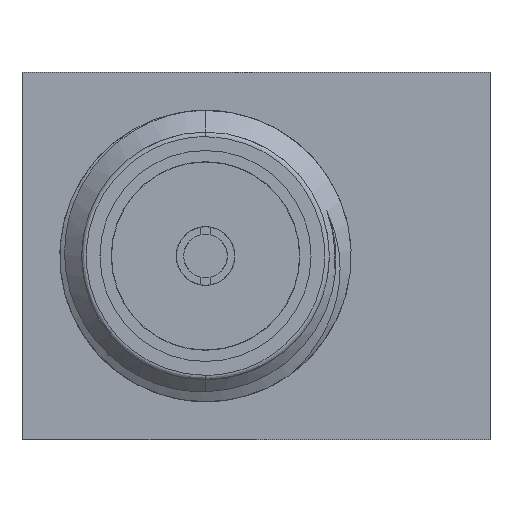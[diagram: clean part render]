
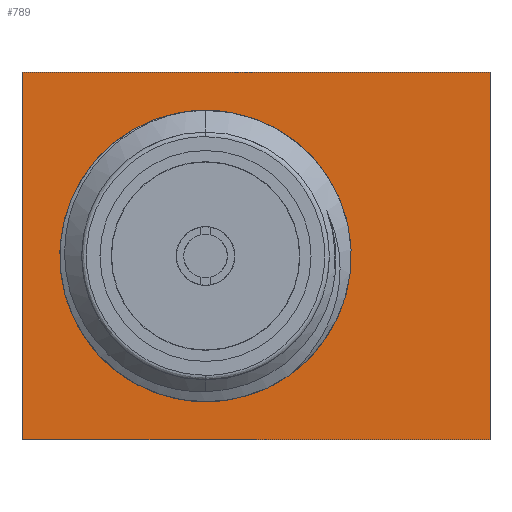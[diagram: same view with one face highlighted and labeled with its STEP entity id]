
A CAD part, left-side view. The second image highlights one B-rep face of the part: STEP entity #789.
In plain terms, the highlighted planar face has unit normal (-1, 0, 0).
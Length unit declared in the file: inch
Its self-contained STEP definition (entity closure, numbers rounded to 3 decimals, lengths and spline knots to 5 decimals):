
#5 = CARTESIAN_POINT ( 'NONE',  ( 0.31024, 0., 0.1063 ) ) ;
#62 = EDGE_CURVE ( 'NONE', #2547, #2838, #1234, .T. ) ;
#113 = DIRECTION ( 'NONE',  ( 0., 0., 1. ) ) ;
#116 = DIRECTION ( 'NONE',  ( 0., 0., 1. ) ) ;
#175 = ORIENTED_EDGE ( 'NONE', *, *, #62, .T. ) ;
#241 = CARTESIAN_POINT ( 'NONE',  ( 0.31024, -0.24409, 0.15748 ) ) ;
#269 = LINE ( 'NONE', #2993, #1468 ) ;
#327 = ORIENTED_EDGE ( 'NONE', *, *, #1899, .T. ) ;
#431 = DIRECTION ( 'NONE',  ( 1., 0., 0. ) ) ;
#435 = DIRECTION ( 'NONE',  ( 0., 1., 0. ) ) ;
#451 = CARTESIAN_POINT ( 'NONE',  ( 0.31024, 0.15748, 0.15748 ) ) ;
#467 = ORIENTED_EDGE ( 'NONE', *, *, #2730, .T. ) ;
#470 = DIRECTION ( 'NONE',  ( 0., 0., -1. ) ) ;
#527 = AXIS2_PLACEMENT_3D ( 'NONE', #696, #2913, #116 ) ;
#623 = FACE_BOUND ( 'NONE', #3112, .T. ) ;
#696 = CARTESIAN_POINT ( 'NONE',  ( 0.31024, -0.04331, 0. ) ) ;
#789 = ADVANCED_FACE ( 'NONE', ( #623, #1634 ), #2406, .T. ) ;
#794 = AXIS2_PLACEMENT_3D ( 'NONE', #3168, #431, #1391 ) ;
#869 = CARTESIAN_POINT ( 'NONE',  ( 0.31024, 0., 0. ) ) ;
#879 = CARTESIAN_POINT ( 'NONE',  ( 0.31024, 0.15748, 0.15748 ) ) ;
#905 = AXIS2_PLACEMENT_3D ( 'NONE', #869, #2670, #1877 ) ;
#934 = VERTEX_POINT ( 'NONE', #5 ) ;
#1054 = CARTESIAN_POINT ( 'NONE',  ( 0.31024, 0.15748, -0.15748 ) ) ;
#1163 = CIRCLE ( 'NONE', #794, 0.1063 ) ;
#1169 = EDGE_CURVE ( 'NONE', #934, #2244, #1428, .T. ) ;
#1234 = LINE ( 'NONE', #1054, #2963 ) ;
#1294 = ORIENTED_EDGE ( 'NONE', *, *, #2353, .T. ) ;
#1391 = DIRECTION ( 'NONE',  ( 0., 0., -1. ) ) ;
#1428 = CIRCLE ( 'NONE', #905, 0.1063 ) ;
#1468 = VECTOR ( 'NONE', #470, 39.37008 ) ;
#1482 = CARTESIAN_POINT ( 'NONE',  ( 0.31024, -0.24409, -0.15748 ) ) ;
#1520 = ORIENTED_EDGE ( 'NONE', *, *, #3097, .T. ) ;
#1577 = CARTESIAN_POINT ( 'NONE',  ( 0.31024, 0.15748, -0.15748 ) ) ;
#1634 = FACE_OUTER_BOUND ( 'NONE', #1697, .T. ) ;
#1640 = VECTOR ( 'NONE', #435, 39.37008 ) ;
#1697 = EDGE_LOOP ( 'NONE', ( #175, #1294, #467, #327 ) ) ;
#1877 = DIRECTION ( 'NONE',  ( 0., 0., -1. ) ) ;
#1894 = LINE ( 'NONE', #2403, #2910 ) ;
#1899 = EDGE_CURVE ( 'NONE', #2975, #2547, #269, .T. ) ;
#2217 = VERTEX_POINT ( 'NONE', #241 ) ;
#2244 = VERTEX_POINT ( 'NONE', #2249 ) ;
#2249 = CARTESIAN_POINT ( 'NONE',  ( 0.31024, 0., -0.1063 ) ) ;
#2251 = ORIENTED_EDGE ( 'NONE', *, *, #1169, .T. ) ;
#2353 = EDGE_CURVE ( 'NONE', #2838, #2217, #1894, .T. ) ;
#2403 = CARTESIAN_POINT ( 'NONE',  ( 0.31024, -0.24409, 0.15748 ) ) ;
#2406 = PLANE ( 'NONE',  #527 ) ;
#2547 = VERTEX_POINT ( 'NONE', #1577 ) ;
#2670 = DIRECTION ( 'NONE',  ( 1., 0., 0. ) ) ;
#2696 = LINE ( 'NONE', #451, #1640 ) ;
#2730 = EDGE_CURVE ( 'NONE', #2217, #2975, #2696, .T. ) ;
#2812 = DIRECTION ( 'NONE',  ( 0., -1., 0. ) ) ;
#2838 = VERTEX_POINT ( 'NONE', #1482 ) ;
#2910 = VECTOR ( 'NONE', #113, 39.37008 ) ;
#2913 = DIRECTION ( 'NONE',  ( -1., 0., 0. ) ) ;
#2963 = VECTOR ( 'NONE', #2812, 39.37008 ) ;
#2975 = VERTEX_POINT ( 'NONE', #879 ) ;
#2993 = CARTESIAN_POINT ( 'NONE',  ( 0.31024, 0.15748, 0.15748 ) ) ;
#3097 = EDGE_CURVE ( 'NONE', #2244, #934, #1163, .T. ) ;
#3112 = EDGE_LOOP ( 'NONE', ( #1520, #2251 ) ) ;
#3168 = CARTESIAN_POINT ( 'NONE',  ( 0.31024, 0., 0. ) ) ;
